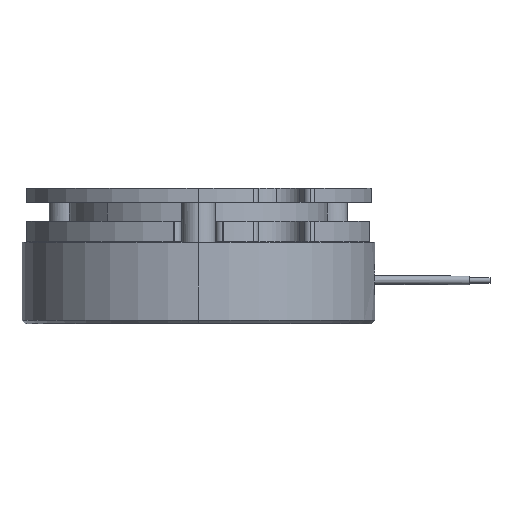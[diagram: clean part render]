
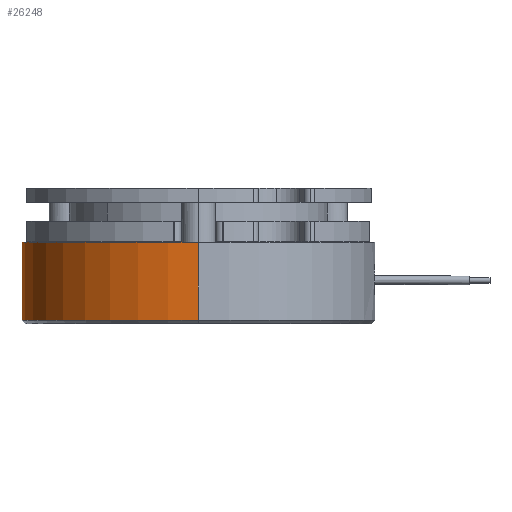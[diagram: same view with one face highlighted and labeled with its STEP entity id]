
A CAD part, left-side view. The second image highlights one B-rep face of the part: STEP entity #26248.
In plain terms, the highlighted cylindrical face has radius 26 mm (diameter 52 mm), a partial arc.
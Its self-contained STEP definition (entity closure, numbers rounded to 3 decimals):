
#936 = CARTESIAN_POINT ( 'NONE',  ( 26., 0., 12. ) ) ;
#4826 = CARTESIAN_POINT ( 'NONE',  ( 26., 0., 85.539 ) ) ;
#5211 = VERTEX_POINT ( 'NONE', #5587 ) ;
#5521 = CIRCLE ( 'NONE', #20223, 26. ) ;
#5587 = CARTESIAN_POINT ( 'NONE',  ( -26., 0., 12. ) ) ;
#7415 = VECTOR ( 'NONE', #15823, 1000. ) ;
#7703 = CARTESIAN_POINT ( 'NONE',  ( 0., 0., 0.5 ) ) ;
#8158 = CARTESIAN_POINT ( 'NONE',  ( -26., 0., 85.539 ) ) ;
#8431 = CARTESIAN_POINT ( 'NONE',  ( -26., 0., 0.5 ) ) ;
#10017 = DIRECTION ( 'NONE',  ( 1., 0., 0. ) ) ;
#10458 = DIRECTION ( 'NONE',  ( 0., 0., -1. ) ) ;
#10861 = VECTOR ( 'NONE', #10458, 1000. ) ;
#10887 = VERTEX_POINT ( 'NONE', #22686 ) ;
#12622 = CYLINDRICAL_SURFACE ( 'NONE', #25664, 26. ) ;
#12684 = DIRECTION ( 'NONE',  ( 0., 0., 1. ) ) ;
#12831 = LINE ( 'NONE', #4826, #7415 ) ;
#13182 = ORIENTED_EDGE ( 'NONE', *, *, #22018, .T. ) ;
#13853 = ORIENTED_EDGE ( 'NONE', *, *, #14729, .F. ) ;
#14729 = EDGE_CURVE ( 'NONE', #18402, #5211, #5521, .T. ) ;
#15461 = AXIS2_PLACEMENT_3D ( 'NONE', #7703, #23903, #10017 ) ;
#15823 = DIRECTION ( 'NONE',  ( 0., 0., -1. ) ) ;
#18402 = VERTEX_POINT ( 'NONE', #936 ) ;
#18946 = DIRECTION ( 'NONE',  ( -1., 0., 0. ) ) ;
#19416 = VERTEX_POINT ( 'NONE', #8431 ) ;
#19528 = CIRCLE ( 'NONE', #15461, 26. ) ;
#19820 = EDGE_CURVE ( 'NONE', #10887, #19416, #19528, .T. ) ;
#20223 = AXIS2_PLACEMENT_3D ( 'NONE', #26584, #12684, #28912 ) ;
#21173 = DIRECTION ( 'NONE',  ( 0., 0., -1. ) ) ;
#21718 = FACE_OUTER_BOUND ( 'NONE', #23212, .T. ) ;
#22018 = EDGE_CURVE ( 'NONE', #18402, #10887, #12831, .T. ) ;
#22686 = CARTESIAN_POINT ( 'NONE',  ( 26., 0., 0.5 ) ) ;
#23212 = EDGE_LOOP ( 'NONE', ( #13853, #13182, #26526, #26341 ) ) ;
#23491 = CARTESIAN_POINT ( 'NONE',  ( 0., 0., 85.539 ) ) ;
#23903 = DIRECTION ( 'NONE',  ( 0., 0., 1. ) ) ;
#25348 = EDGE_CURVE ( 'NONE', #5211, #19416, #29374, .T. ) ;
#25664 = AXIS2_PLACEMENT_3D ( 'NONE', #23491, #21173, #18946 ) ;
#26248 = ADVANCED_FACE ( 'NONE', ( #21718 ), #12622, .T. ) ;
#26341 = ORIENTED_EDGE ( 'NONE', *, *, #25348, .F. ) ;
#26526 = ORIENTED_EDGE ( 'NONE', *, *, #19820, .T. ) ;
#26584 = CARTESIAN_POINT ( 'NONE',  ( 0., 0., 12. ) ) ;
#28912 = DIRECTION ( 'NONE',  ( 1., 0., 0. ) ) ;
#29374 = LINE ( 'NONE', #8158, #10861 ) ;
